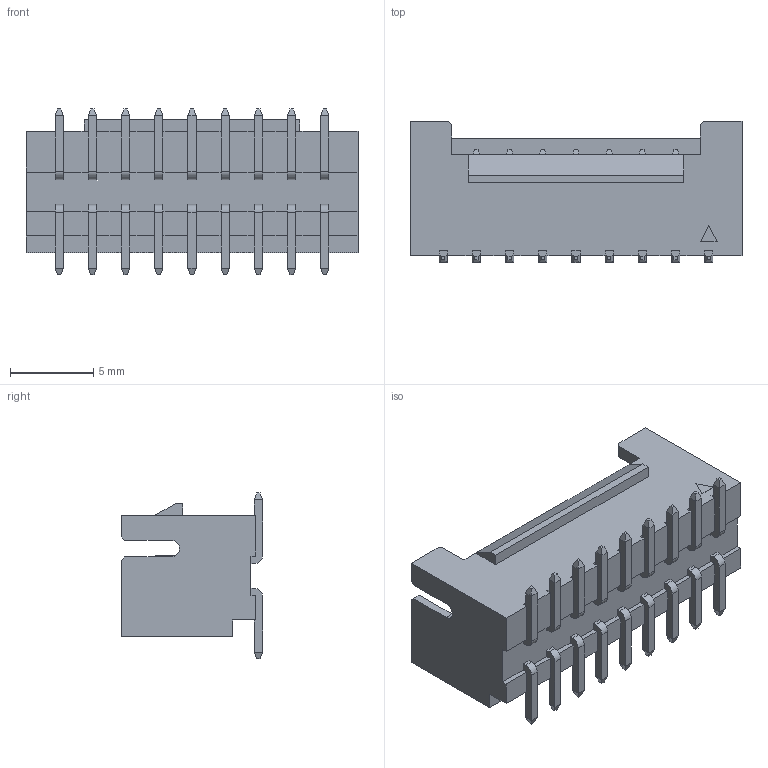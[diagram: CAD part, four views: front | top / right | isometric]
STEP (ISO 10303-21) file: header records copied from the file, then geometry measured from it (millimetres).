
FILE_DESCRIPTION((''),'2;1');
FILE_NAME('FWF20030-D18S23NAM','2026-01-12T',('工程三'),(''),'PRO/ENGINEER BY PARAMETRIC TECHNOLOGY CORPORATION, 2010280','PRO/ENGINEER BY PARAMETRIC TECHNOLOGY CORPORATION, 2010280','');
FILE_SCHEMA(('CONFIG_CONTROL_DESIGN'));
Length unit declared in the file: millimetre
Products named in the file (1): FWF20030-D18S23NAM
Bounding box: 20 x 8.5 x 10 mm (x, y, z)
Volume: 493.8 mm3; surface area: 1250.3 mm2
Topology: 1 solids, 1 shells, 524 faces, 1319 edges, 816 vertices
Faces by surface type: plane 503, cylinder 21
Entity records: 15183 total; most frequent: CARTESIAN_POINT 2659, ORIENTED_EDGE 2638, DIRECTION 2409, EDGE_CURVE 1319, VECTOR 1277, LINE 1277, VERTEX_POINT 816, AXIS2_PLACEMENT_3D 566
